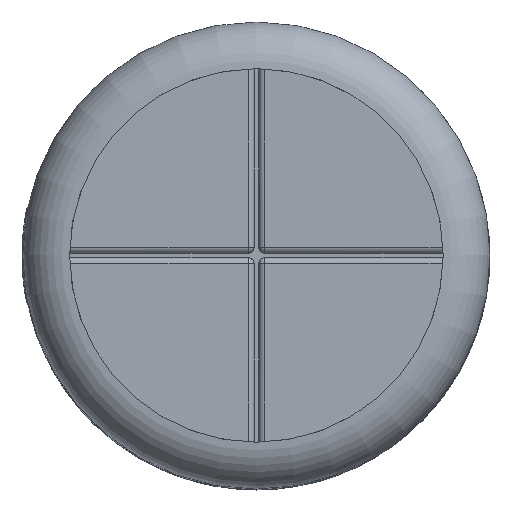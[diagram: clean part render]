
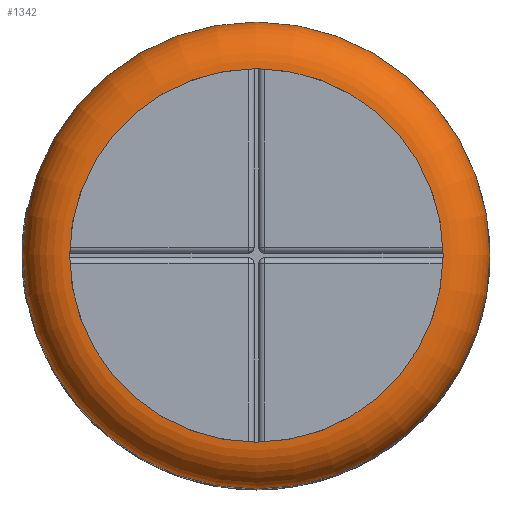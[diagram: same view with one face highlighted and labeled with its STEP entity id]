
A CAD part, top view. The second image highlights one B-rep face of the part: STEP entity #1342.
In plain terms, the highlighted toroidal (fillet/blend) face has major radius 2 mm and minor radius 0.5 mm.
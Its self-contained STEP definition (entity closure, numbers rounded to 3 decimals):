
#25=TOROIDAL_SURFACE('',#1497,2.,0.5);
#410=FACE_OUTER_BOUND('',#487,.T.);
#487=EDGE_LOOP('',(#1260,#1261,#1262,#1263));
#515=CIRCLE('',#1414,2.);
#549=CIRCLE('',#1485,2.5);
#556=CIRCLE('',#1498,0.5);
#602=VERTEX_POINT('',#2092);
#679=VERTEX_POINT('',#2652);
#754=EDGE_CURVE('',#602,#602,#515,.T.);
#864=EDGE_CURVE('',#679,#679,#549,.T.);
#875=EDGE_CURVE('',#602,#679,#556,.T.);
#1260=ORIENTED_EDGE('',*,*,#754,.T.);
#1261=ORIENTED_EDGE('',*,*,#875,.T.);
#1262=ORIENTED_EDGE('',*,*,#864,.T.);
#1263=ORIENTED_EDGE('',*,*,#875,.F.);
#1342=ADVANCED_FACE('',(#410),#25,.T.);
#1414=AXIS2_PLACEMENT_3D('',#2093,#1653,#1654);
#1485=AXIS2_PLACEMENT_3D('',#2653,#1835,#1836);
#1497=AXIS2_PLACEMENT_3D('',#2670,#1863,#1864);
#1498=AXIS2_PLACEMENT_3D('',#2671,#1865,#1866);
#1653=DIRECTION('center_axis',(0.,0.,-1.));
#1654=DIRECTION('ref_axis',(1.,0.,0.));
#1835=DIRECTION('center_axis',(0.,0.,1.));
#1836=DIRECTION('ref_axis',(1.,0.,0.));
#1863=DIRECTION('center_axis',(0.,0.,1.));
#1864=DIRECTION('ref_axis',(1.,0.,0.));
#1865=DIRECTION('center_axis',(0.,-1.,0.));
#1866=DIRECTION('ref_axis',(-1.,0.,0.));
#2092=CARTESIAN_POINT('',(-2.,0.,7.));
#2093=CARTESIAN_POINT('Origin',(0.,0.,7.));
#2652=CARTESIAN_POINT('',(-2.5,0.,6.5));
#2653=CARTESIAN_POINT('Origin',(0.,0.,6.5));
#2670=CARTESIAN_POINT('Origin',(0.,0.,6.5));
#2671=CARTESIAN_POINT('Origin',(-2.,0.,6.5));
